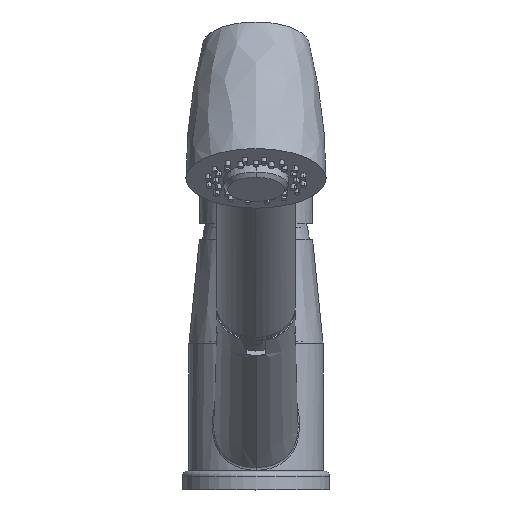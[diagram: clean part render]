
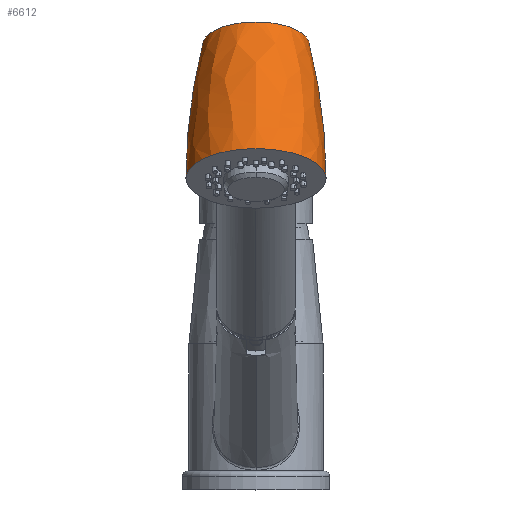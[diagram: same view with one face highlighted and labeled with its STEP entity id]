
A CAD part, top view. The second image highlights one B-rep face of the part: STEP entity #6612.
In plain terms, the highlighted free-form (B-spline) face has degree [3, 3] with [7, 4] control points.
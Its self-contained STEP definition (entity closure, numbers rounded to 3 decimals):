
#216=CARTESIAN_POINT('',(0.,164.066,176.225));
#217=DIRECTION('',(0.,0.906,-0.423));
#218=DIRECTION('',(-1.,0.,0.));
#219=AXIS2_PLACEMENT_3D('',#216,#217,#218);
#221=CARTESIAN_POINT('',(0.,114.366,199.401));
#222=DIRECTION('',(0.,-0.906,0.423));
#223=DIRECTION('',(1.,0.,0.));
#224=AXIS2_PLACEMENT_3D('',#221,#222,#223);
#374=CARTESIAN_POINT('',(219.125,114.366,199.401));
#375=DIRECTION('',(0.,-0.423,-0.906));
#376=DIRECTION('',(-1.,0.,0.));
#377=AXIS2_PLACEMENT_3D('',#374,#375,#376);
#384=CARTESIAN_POINT('',(-219.125,114.366,199.401));
#385=DIRECTION('',(0.,0.423,0.906));
#386=DIRECTION('',(1.,0.,0.));
#387=AXIS2_PLACEMENT_3D('',#384,#385,#386);
#5910=CARTESIAN_POINT('',(26.,114.366,199.401));
#5911=CARTESIAN_POINT('',(-26.,114.366,199.401));
#5912=VERTEX_POINT('',#5910);
#5913=VERTEX_POINT('',#5911);
#5945=CARTESIAN_POINT('',(-19.787,164.066,176.225));
#5946=CARTESIAN_POINT('',(19.787,164.066,176.225));
#5947=VERTEX_POINT('',#5945);
#5948=VERTEX_POINT('',#5946);
#6574=CARTESIAN_POINT('',(19.499,164.524,174.658));
#6575=CARTESIAN_POINT('',(23.874,147.451,182.316));
#6576=CARTESIAN_POINT('',(26.033,130.088,190.263));
#6577=CARTESIAN_POINT('',(25.946,112.674,198.389));
#6578=CARTESIAN_POINT('',(20.254,169.596,185.533));
#6579=CARTESIAN_POINT('',(24.798,153.66,195.631));
#6580=CARTESIAN_POINT('',(27.041,136.858,204.782));
#6581=CARTESIAN_POINT('',(26.951,119.422,212.86));
#6582=CARTESIAN_POINT('',(12.023,173.3,193.477));
#6583=CARTESIAN_POINT('',(14.721,158.195,205.357));
#6584=CARTESIAN_POINT('',(16.052,141.804,215.387));
#6585=CARTESIAN_POINT('',(15.999,124.351,223.43));
#6586=CARTESIAN_POINT('',(0.,173.3,
193.477));
#6587=CARTESIAN_POINT('',(0.,158.195,
205.357));
#6588=CARTESIAN_POINT('',(0.,141.804,
215.387));
#6589=CARTESIAN_POINT('',(0.,124.351,
223.43));
#6590=CARTESIAN_POINT('',(-12.023,173.3,193.477));
#6591=CARTESIAN_POINT('',(-14.721,158.195,205.357));
#6592=CARTESIAN_POINT('',(-16.052,141.804,215.387));
#6593=CARTESIAN_POINT('',(-15.999,124.351,223.43));
#6594=CARTESIAN_POINT('',(-20.254,169.596,185.533));
#6595=CARTESIAN_POINT('',(-24.798,153.66,195.631));
#6596=CARTESIAN_POINT('',(-27.041,136.858,204.782));
#6597=CARTESIAN_POINT('',(-26.951,119.422,212.86));
#6598=CARTESIAN_POINT('',(-19.499,164.524,174.658));
#6599=CARTESIAN_POINT('',(-23.874,147.451,182.316));
#6600=CARTESIAN_POINT('',(-26.033,130.088,190.263));
#6601=CARTESIAN_POINT('',(-25.946,112.674,198.389));
#6602=(BOUNDED_SURFACE()B_SPLINE_SURFACE(3,3,((#6574,#6575,#6576,#6577),(#6578,
#6579,#6580,#6581),(#6582,#6583,#6584,#6585),(#6586,#6587,#6588,#6589),(#6590,
#6591,#6592,#6593),(#6594,#6595,#6596,#6597),(#6598,#6599,#6600,#6601)),
.UNSPECIFIED.,.F.,.F.,.F.)B_SPLINE_SURFACE_WITH_KNOTS((4,3,4),(4,4),(0.,1.,
2.),(0.,1.),.UNSPECIFIED.)GEOMETRIC_REPRESENTATION_ITEM()RATIONAL_B_SPLINE_SURFACE(((1.191,1.186,1.186,1.191),(
0.941,0.937,0.937,0.941),(
0.941,0.937,0.937,0.941),(
1.191,1.186,1.186,1.191),(
0.941,0.937,0.937,0.941),(
0.941,0.937,0.937,0.941),(
1.191,1.186,1.186,1.191)))REPRESENTATION_ITEM('')SURFACE());
#6604=ORIENTED_EDGE('',*,*,#6603,.T.);
#6606=ORIENTED_EDGE('',*,*,#6605,.F.);
#6607=ORIENTED_EDGE('',*,*,#6363,.T.);
#6609=ORIENTED_EDGE('',*,*,#6608,.T.);
#6610=EDGE_LOOP('',(#6604,#6606,#6607,#6609));
#6611=FACE_OUTER_BOUND('',#6610,.F.);
#6612=ADVANCED_FACE('',(#6611),#6602,.T.);
#220=CIRCLE('',#219,19.787);
#225=CIRCLE('',#224,26.);
#378=CIRCLE('',#377,245.125);
#388=CIRCLE('',#387,245.125);
#6363=EDGE_CURVE('',#5912,#5913,#225,.T.);
#6603=EDGE_CURVE('',#5947,#5948,#220,.T.);
#6605=EDGE_CURVE('',#5912,#5948,#388,.T.);
#6608=EDGE_CURVE('',#5913,#5947,#378,.T.);
